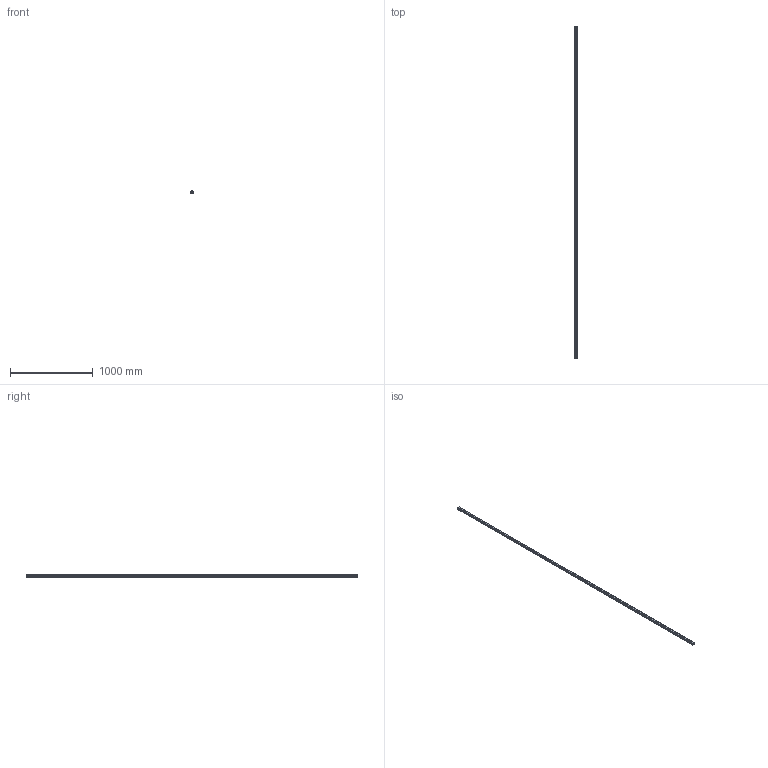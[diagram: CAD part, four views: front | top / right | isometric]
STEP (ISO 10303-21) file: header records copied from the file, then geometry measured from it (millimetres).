
FILE_DESCRIPTION(('STEP AP214'),'1');
FILE_NAME('cctmp_6684FC0F-6C81-4077-AEB1-968F26D0B02A_2024_08_07_21_39_04_0980..stp','2024-08-07T19:39:05',('HIWIN GmbH'),('CADClick - www.CADClick.com'),'Spatial InterOp 3D',' ','unknown authorization');
FILE_SCHEMA(('AUTOMOTIVE_DESIGN'));
Length unit declared in the file: millimetre
Products named in the file (3): cc_unnamed; HGR30T4000C_FILE_1; HGR30T4000C_FILE
Assembly tree (2 placements, depth 2):
  cc_unnamed
    HGR30T4000C_FILE_1
    HGR30T4000C_FILE
Bounding box: 28 x 4000 x 26 mm (x, y, z)
Volume: 2426532.7 mm3; surface area: 460961.6 mm2
Topology: 2 solids, 2 shells, 430 faces, 1154 edges, 686 vertices
Faces by surface type: plane 186, cylinder 144, cone 100
Entity records: 16126 total; most frequent: DIRECTION 2208, CARTESIAN_POINT 2173, ORIENTED_EDGE 2108, EDGE_CURVE 1054, LINE 766, VECTOR 766, AXIS2_PLACEMENT_3D 721, VERTEX_POINT 686
